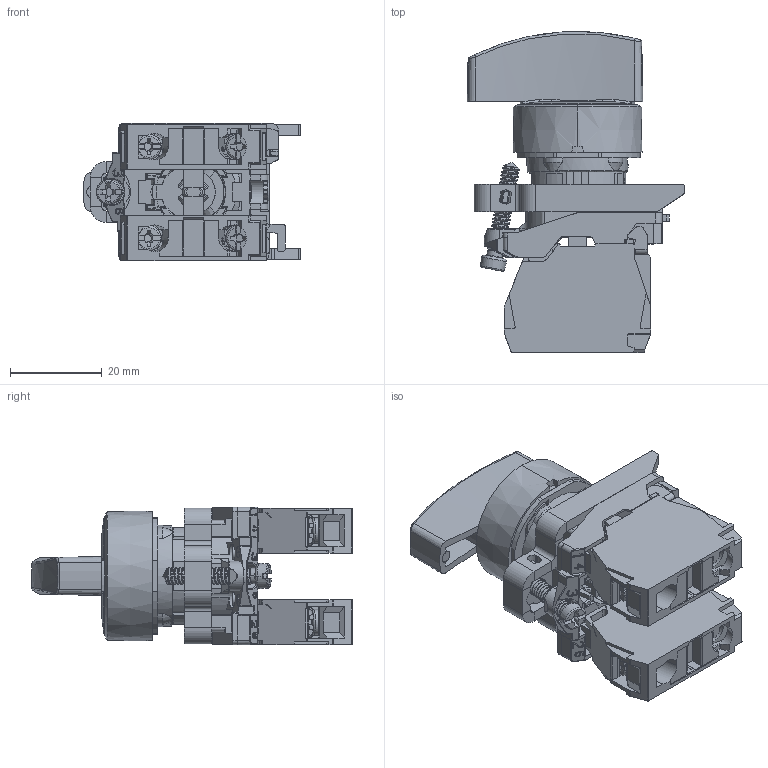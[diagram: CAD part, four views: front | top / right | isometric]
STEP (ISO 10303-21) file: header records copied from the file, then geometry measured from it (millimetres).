
FILE_DESCRIPTION((''),'2;1');
FILE_NAME('XB4BJ33_ASM','2023-07-01T',('Administrator'),('zyb.com'),'PRO/ENGINEER BY PARAMETRIC TECHNOLOGY CORPORATION, 2010280','PRO/ENGINEER BY PARAMETRIC TECHNOLOGY CORPORATION, 2010280','');
FILE_SCHEMA(('AUTOMOTIVE_DESIGN { 1 0 10303 214 1 1 1 1 }'));
Length unit declared in the file: millimetre
Products named in the file (4): ZB4BE009; ZBE101; ZB4BJ3C; XB4BJ33_ASM
Assembly tree (4 placements, depth 2):
  XB4BJ33_ASM
    ZB4BE009
    ZBE101  x2
    ZB4BJ3C
Bounding box: 47.47 x 70.1 x 30 mm (x, y, z)
Volume: 30970.8 mm3; surface area: 26330.9 mm2
Topology: 25 solids, 42 shells, 5525 faces, 15048 edges, 9709 vertices
Faces by surface type: plane 3340, cylinder 1491, bspline 310, torus 166, cone 164, sphere 54
Entity records: 172872 total; most frequent: CARTESIAN_POINT 43022, ORIENTED_EDGE 22084, DIRECTION 19861, EDGE_CURVE 11042, VECTOR 7345, LINE 7345, VERTEX_POINT 7100, AXIS2_PLACEMENT_3D 6258
